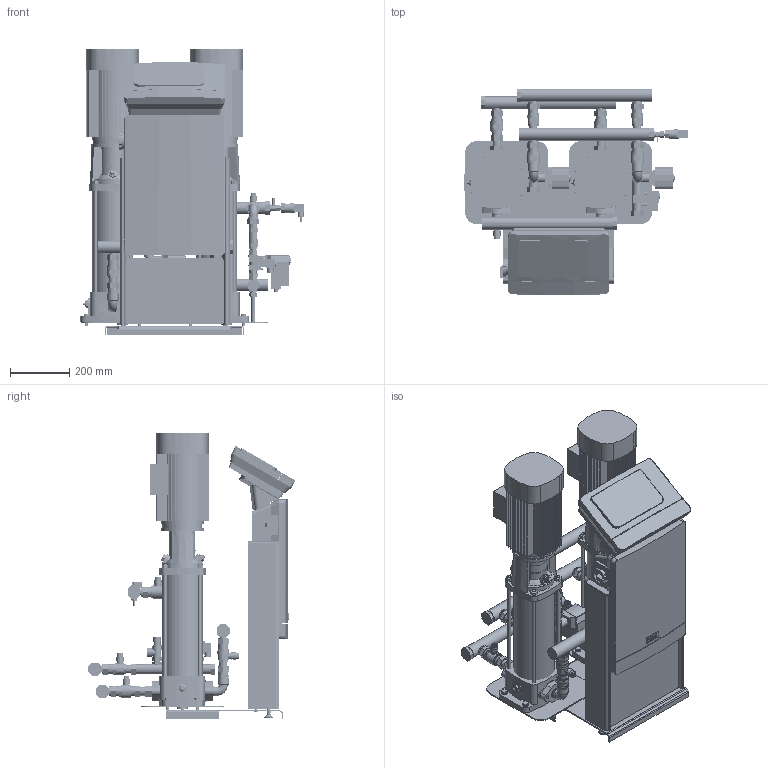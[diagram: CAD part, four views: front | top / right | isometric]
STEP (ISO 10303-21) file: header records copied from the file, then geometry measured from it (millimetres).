
FILE_DESCRIPTION(/* description */ (''),/* implementation_level */ '2;1');
FILE_NAME(/* name */ '3d_VariomatVS1-2_140-8911500.stp',/* time_stamp */ '2018-12-17T08:33:52+01:00',/* author */ ('Andrzej'),/* organization */ (''),/* preprocessor_version */ 'ST-DEVELOPER v16.13',/* originating_system */ 'AutoCAD Mechanical',/* authorisation */ '');
FILE_SCHEMA (('AUTOMOTIVE_DESIGN { 1 0 10303 214 3 1 1 }'));
Length unit declared in the file: millimetre
Products named in the file (1): Product
Bounding box: 752.41 x 697.63 x 964.5 mm (x, y, z)
Volume: 68833147.6 mm3; surface area: 5598620.4 mm2
Topology: 166 solids, 166 shells, 4682 faces, 11428 edges, 7549 vertices
Faces by surface type: plane 3315, cylinder 1209, torus 76, cone 54, bspline 28
Full cylindrical faces by diameter (mm): 3 x8, 5 x2, 5.095 x18, 5.4 x6, 5.5 x12, 6 x9, 6.2 x2, 6.4 x1, 8 x8, 8.5 x2, 9 x16, 10 x2, 10.198 x8, 10.5 x9, 10.76 x8, 10.8 x1, 11 x8, 11.2 x18, 11.5 x1, 11.63 x2, 12 x4, 13 x8, 13.5 x8, 14 x11, 14.5 x8, 14.63 x8, 15 x3, 16 x26, 16.02 x4, 16.031 x4
Entity records: 139475 total; most frequent: CARTESIAN_POINT 30412, DIRECTION 22592, ORIENTED_EDGE 21228, EDGE_CURVE 10612, AXIS2_PLACEMENT_3D 7605, LINE 7382, VECTOR 7382, VERTEX_POINT 7346
